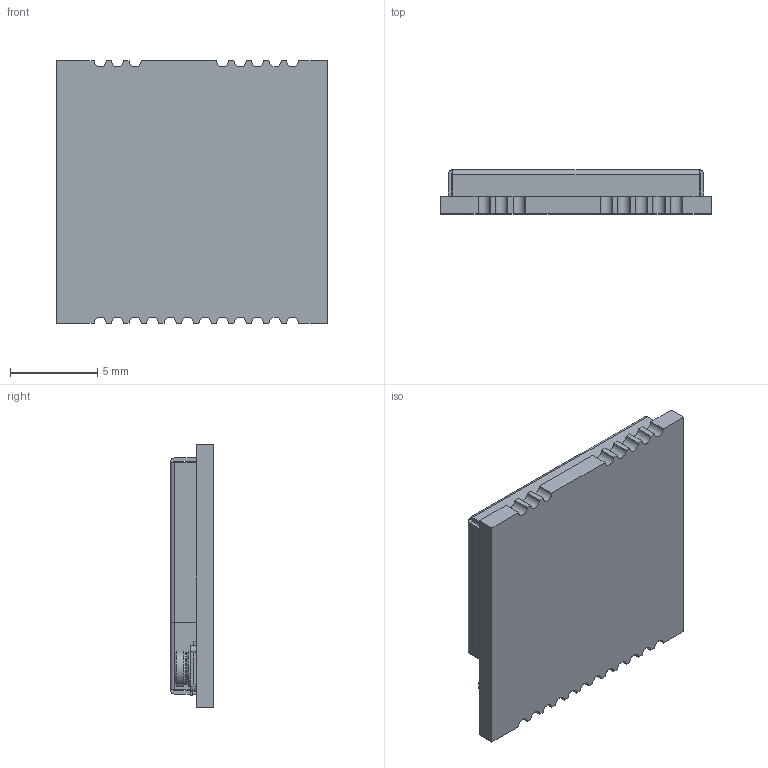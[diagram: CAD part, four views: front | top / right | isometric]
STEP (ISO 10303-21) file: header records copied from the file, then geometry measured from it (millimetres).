
FILE_DESCRIPTION((''),'2;1');
FILE_NAME('6310C00R_RAK4270_ASM','2021-02-22T',('admin'),(''),'PRO/ENGINEER BY PARAMETRIC TECHNOLOGY CORPORATION, 2010280','PRO/ENGINEER BY PARAMETRIC TECHNOLOGY CORPORATION, 2010280','');
FILE_SCHEMA(('CONFIG_CONTROL_DESIGN','SHAPE_APPEARANCE_LAYERS_GROUPS'));
Length unit declared in the file: millimetre
Products named in the file (3): 6310C00R_RAK4270; IPEX-FEMALE; 6310C00R_RAK4270_ASM
Assembly tree (2 placements, depth 2):
  6310C00R_RAK4270_ASM
    6310C00R_RAK4270
    IPEX-FEMALE
Bounding box: 15.5 x 2.5 x 15 mm (x, y, z)
Volume: 280.1 mm3; surface area: 1032.9 mm2
Topology: 2 solids, 2 shells, 142 faces, 501 edges, 402 vertices
Faces by surface type: plane 85, cylinder 48, cone 5, torus 2, sphere 2
Entity records: 7905 total; most frequent: DIRECTION 974, CARTESIAN_POINT 954, ORIENTED_EDGE 794, PRESENTATION_STYLE_ASSIGNMENT 624, STYLED_ITEM 578, CURVE_STYLE 544, EDGE_CURVE 397, VECTOR 360
